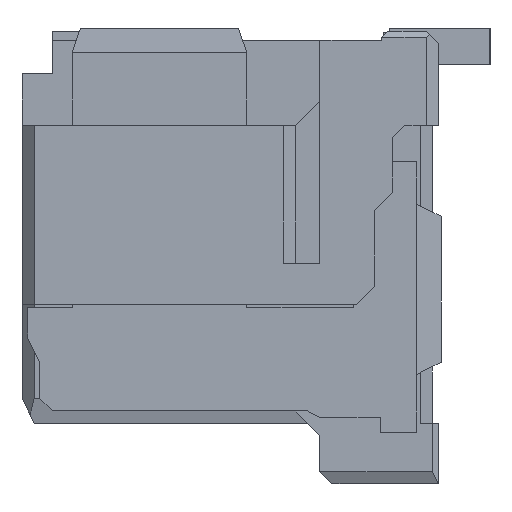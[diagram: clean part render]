
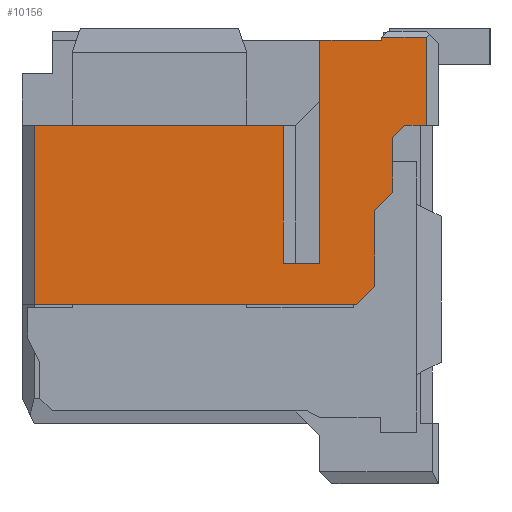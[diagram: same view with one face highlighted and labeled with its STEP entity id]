
A CAD part, left-side view. The second image highlights one B-rep face of the part: STEP entity #10156.
In plain terms, the highlighted planar face has unit normal (-1, 0, 0).
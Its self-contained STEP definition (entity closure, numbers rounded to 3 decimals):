
#1839=DIRECTION('',(0.,0.,-1.));
#1840=VECTOR('',#1839,2.95);
#1841=CARTESIAN_POINT('',(-8.,3.1,4.475));
#1842=LINE('',#1841,#1840);
#1843=DIRECTION('',(0.,-1.,0.));
#1844=VECTOR('',#1843,4.1);
#1845=CARTESIAN_POINT('',(-8.,3.1,4.475));
#1846=LINE('',#1845,#1844);
#1847=DIRECTION('',(0.,0.,1.));
#1848=VECTOR('',#1847,2.27);
#1849=CARTESIAN_POINT('',(-8.,-1.,2.205));
#1850=LINE('',#1849,#1848);
#1851=DIRECTION('',(0.,1.,0.));
#1852=VECTOR('',#1851,0.6);
#1853=CARTESIAN_POINT('',(-8.,-1.6,2.205));
#1854=LINE('',#1853,#1852);
#1855=DIRECTION('',(0.,1.,0.));
#1856=VECTOR('',#1855,1.02);
#1857=CARTESIAN_POINT('',(-8.,-2.62,5.875));
#1858=LINE('',#1857,#1856);
#1859=DIRECTION('',(0.,0.,-1.));
#1860=VECTOR('',#1859,0.05);
#1861=CARTESIAN_POINT('',(-8.,-2.62,5.925));
#1862=LINE('',#1861,#1860);
#1863=DIRECTION('',(0.,1.,0.));
#1864=VECTOR('',#1863,0.73);
#1865=CARTESIAN_POINT('',(-8.,-3.35,5.925));
#1866=LINE('',#1865,#1864);
#1867=DIRECTION('',(0.,0.,1.));
#1868=VECTOR('',#1867,1.45);
#1869=CARTESIAN_POINT('',(-8.,-3.35,4.475));
#1870=LINE('',#1869,#1868);
#1871=DIRECTION('',(0.,1.,0.));
#1872=VECTOR('',#1871,0.35);
#1873=CARTESIAN_POINT('',(-8.,-3.35,4.475));
#1874=LINE('',#1873,#1872);
#1875=DIRECTION('',(0.,0.707,-0.707));
#1876=VECTOR('',#1875,0.283);
#1877=CARTESIAN_POINT('',(-8.,-3.,4.475));
#1878=LINE('',#1877,#1876);
#1879=DIRECTION('',(0.,0.,-1.));
#1880=VECTOR('',#1879,0.9);
#1881=CARTESIAN_POINT('',(-8.,-2.8,4.275));
#1882=LINE('',#1881,#1880);
#1883=DIRECTION('',(0.,0.707,-0.707));
#1884=VECTOR('',#1883,0.424);
#1885=CARTESIAN_POINT('',(-8.,-2.8,3.375));
#1886=LINE('',#1885,#1884);
#1887=DIRECTION('',(0.,0.,-1.));
#1888=VECTOR('',#1887,1.25);
#1889=CARTESIAN_POINT('',(-8.,-2.5,3.075));
#1890=LINE('',#1889,#1888);
#1891=DIRECTION('',(0.,0.707,-0.707));
#1892=VECTOR('',#1891,0.424);
#1893=CARTESIAN_POINT('',(-8.,-2.5,1.825));
#1894=LINE('',#1893,#1892);
#1895=DIRECTION('',(0.,-1.,0.));
#1896=VECTOR('',#1895,5.3);
#1897=CARTESIAN_POINT('',(-8.,3.1,1.525));
#1898=LINE('',#1897,#1896);
#5391=DIRECTION('',(0.,0.,-1.));
#5392=VECTOR('',#5391,3.67);
#5393=CARTESIAN_POINT('',(-8.,-1.6,5.875));
#5394=LINE('',#5393,#5392);
#5935=CARTESIAN_POINT('',(-8.,-3.,4.475));
#5936=CARTESIAN_POINT('',(-8.,-2.8,4.275));
#5937=VERTEX_POINT('',#5935);
#5938=VERTEX_POINT('',#5936);
#5939=CARTESIAN_POINT('',(-8.,-2.8,3.375));
#5940=VERTEX_POINT('',#5939);
#5941=CARTESIAN_POINT('',(-8.,-2.5,3.075));
#5942=VERTEX_POINT('',#5941);
#5943=CARTESIAN_POINT('',(-8.,-2.5,1.825));
#5944=VERTEX_POINT('',#5943);
#5945=CARTESIAN_POINT('',(-8.,-2.2,1.525));
#5946=VERTEX_POINT('',#5945);
#5947=CARTESIAN_POINT('',(-8.,-1.6,5.875));
#5949=VERTEX_POINT('',#5947);
#5957=CARTESIAN_POINT('',(-8.,-2.62,5.875));
#5958=VERTEX_POINT('',#5957);
#7142=CARTESIAN_POINT('',(-8.,-1.6,2.205));
#7143=CARTESIAN_POINT('',(-8.,-1.,2.205));
#7144=VERTEX_POINT('',#7142);
#7145=VERTEX_POINT('',#7143);
#7146=CARTESIAN_POINT('',(-8.,-1.,4.475));
#7147=VERTEX_POINT('',#7146);
#7202=CARTESIAN_POINT('',(-8.,3.1,1.525));
#7204=VERTEX_POINT('',#7202);
#7208=CARTESIAN_POINT('',(-8.,3.1,4.475));
#7209=VERTEX_POINT('',#7208);
#7270=CARTESIAN_POINT('',(-8.,-3.35,5.925));
#7271=CARTESIAN_POINT('',(-8.,-2.62,5.925));
#7272=VERTEX_POINT('',#7270);
#7273=VERTEX_POINT('',#7271);
#7283=CARTESIAN_POINT('',(-8.,-3.35,4.475));
#7285=VERTEX_POINT('',#7283);
#10125=CARTESIAN_POINT('',(-8.,0.,2.3));
#10126=DIRECTION('',(-1.,0.,0.));
#10127=DIRECTION('',(0.,0.,1.));
#10128=AXIS2_PLACEMENT_3D('',#10125,#10126,#10127);
#10129=PLANE('',#10128);
#10131=ORIENTED_EDGE('',*,*,#10130,.F.);
#10133=ORIENTED_EDGE('',*,*,#10132,.T.);
#10135=ORIENTED_EDGE('',*,*,#10134,.F.);
#10137=ORIENTED_EDGE('',*,*,#10136,.F.);
#10139=ORIENTED_EDGE('',*,*,#10138,.F.);
#10141=ORIENTED_EDGE('',*,*,#10140,.F.);
#10143=ORIENTED_EDGE('',*,*,#10142,.F.);
#10144=ORIENTED_EDGE('',*,*,#9591,.F.);
#10145=ORIENTED_EDGE('',*,*,#9668,.F.);
#10146=ORIENTED_EDGE('',*,*,#9691,.T.);
#10148=ORIENTED_EDGE('',*,*,#10147,.T.);
#10149=ORIENTED_EDGE('',*,*,#10074,.T.);
#10150=ORIENTED_EDGE('',*,*,#10092,.T.);
#10151=ORIENTED_EDGE('',*,*,#10106,.T.);
#10152=ORIENTED_EDGE('',*,*,#10119,.T.);
#10153=ORIENTED_EDGE('',*,*,#9786,.F.);
#10154=EDGE_LOOP('',(#10131,#10133,#10135,#10137,#10139,#10141,#10143,#10144,
#10145,#10146,#10148,#10149,#10150,#10151,#10152,#10153));
#10155=FACE_OUTER_BOUND('',#10154,.F.);
#10156=ADVANCED_FACE('',(#10155),#10129,.T.);
#9591=EDGE_CURVE('',#7272,#7273,#1866,.T.);
#9668=EDGE_CURVE('',#7285,#7272,#1870,.T.);
#9691=EDGE_CURVE('',#7285,#5937,#1874,.T.);
#9786=EDGE_CURVE('',#7204,#5946,#1898,.T.);
#10074=EDGE_CURVE('',#5938,#5940,#1882,.T.);
#10092=EDGE_CURVE('',#5940,#5942,#1886,.T.);
#10106=EDGE_CURVE('',#5942,#5944,#1890,.T.);
#10119=EDGE_CURVE('',#5944,#5946,#1894,.T.);
#10130=EDGE_CURVE('',#7209,#7204,#1842,.T.);
#10132=EDGE_CURVE('',#7209,#7147,#1846,.T.);
#10134=EDGE_CURVE('',#7145,#7147,#1850,.T.);
#10136=EDGE_CURVE('',#7144,#7145,#1854,.T.);
#10138=EDGE_CURVE('',#5949,#7144,#5394,.T.);
#10140=EDGE_CURVE('',#5958,#5949,#1858,.T.);
#10142=EDGE_CURVE('',#7273,#5958,#1862,.T.);
#10147=EDGE_CURVE('',#5937,#5938,#1878,.T.);
